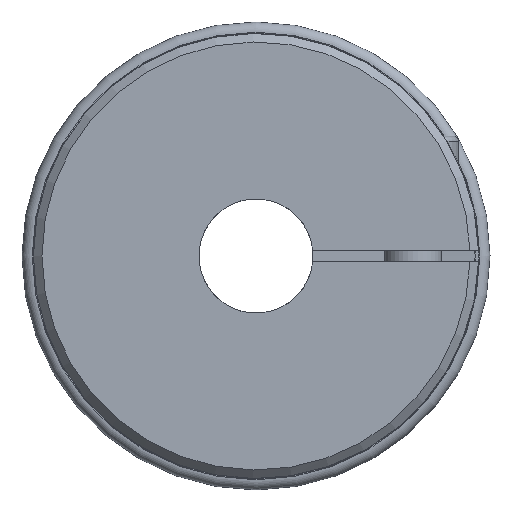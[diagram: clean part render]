
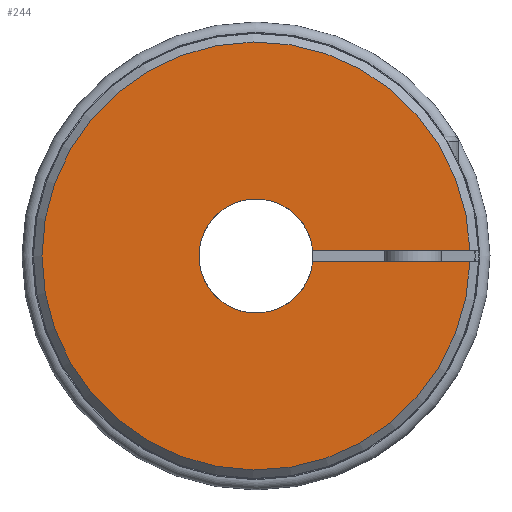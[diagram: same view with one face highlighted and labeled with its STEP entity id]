
A CAD part, left-side view. The second image highlights one B-rep face of the part: STEP entity #244.
In plain terms, the highlighted planar face has unit normal (-1, 0, 0).
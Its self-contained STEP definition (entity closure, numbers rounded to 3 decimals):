
#244 = ADVANCED_FACE( '', ( #572 ), #573, .T. );
#572 = FACE_OUTER_BOUND( '', #985, .T. );
#573 = PLANE( '', #986 );
#985 = EDGE_LOOP( '', ( #1607, #1608, #1609, #1610 ) );
#986 = AXIS2_PLACEMENT_3D( '', #1611, #1612, #1613 );
#1607 = ORIENTED_EDGE( '', *, *, #2227, .F. );
#1608 = ORIENTED_EDGE( '', *, *, #2228, .F. );
#1609 = ORIENTED_EDGE( '', *, *, #2040, .F. );
#1610 = ORIENTED_EDGE( '', *, *, #2030, .F. );
#1611 = CARTESIAN_POINT( '', ( -36.966, 0., 16. ) );
#1612 = DIRECTION( '', ( -1., 0., 0. ) );
#1613 = DIRECTION( '', ( 0., -1., 0. ) );
#2030 = EDGE_CURVE( '', #2336, #2332, #2338, .T. );
#2040 = EDGE_CURVE( '', #2332, #2341, #2356, .T. );
#2227 = EDGE_CURVE( '', #2647, #2336, #2648, .T. );
#2228 = EDGE_CURVE( '', #2341, #2647, #2649, .T. );
#2332 = VERTEX_POINT( '', #2776 );
#2336 = VERTEX_POINT( '', #2781 );
#2338 = CIRCLE( '', #2784, 37.5 );
#2341 = VERTEX_POINT( '', #2787 );
#2356 = LINE( '', #2814, #2815 );
#2647 = VERTEX_POINT( '', #3597 );
#2648 = LINE( '', #3598, #3599 );
#2649 = CIRCLE( '', #3600, 10. );
#2776 = CARTESIAN_POINT( '', ( -36.966, -37.487, 1. ) );
#2781 = CARTESIAN_POINT( '', ( -36.966, -37.487, -1. ) );
#2784 = AXIS2_PLACEMENT_3D( '', #3851, #3852, #3853 );
#2787 = CARTESIAN_POINT( '', ( -36.966, -9.95, 1. ) );
#2814 = CARTESIAN_POINT( '', ( -36.966, 0., 1. ) );
#2815 = VECTOR( '', #3861, 1000. );
#3597 = CARTESIAN_POINT( '', ( -36.966, -9.95, -1. ) );
#3598 = CARTESIAN_POINT( '', ( -36.966, 0., -1. ) );
#3599 = VECTOR( '', #4115, 1000. );
#3600 = AXIS2_PLACEMENT_3D( '', #4116, #4117, #4118 );
#3851 = CARTESIAN_POINT( '', ( -36.966, 0., 0. ) );
#3852 = DIRECTION( '', ( 1., 0., 0. ) );
#3853 = DIRECTION( '', ( 0., 0., 1. ) );
#3861 = DIRECTION( '', ( 0., 1., 0. ) );
#4115 = DIRECTION( '', ( 0., -1., 0. ) );
#4116 = CARTESIAN_POINT( '', ( -36.966, 0., 0. ) );
#4117 = DIRECTION( '', ( -1., 0., 0. ) );
#4118 = DIRECTION( '', ( 0., -1., 0. ) );
